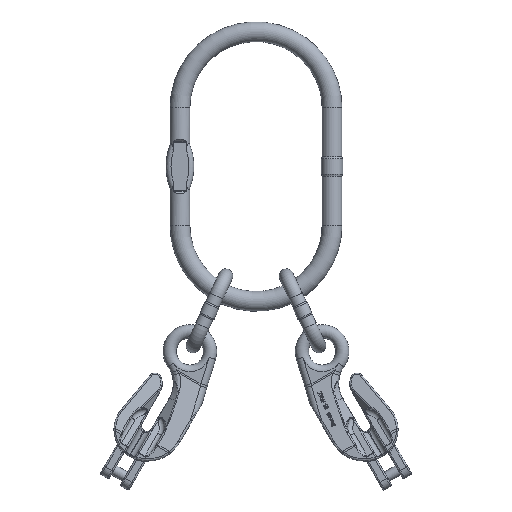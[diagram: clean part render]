
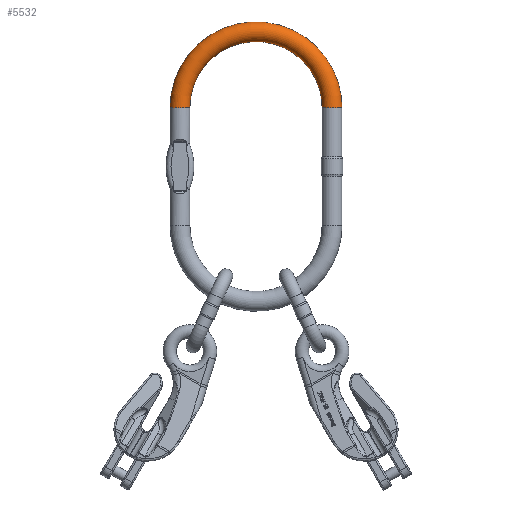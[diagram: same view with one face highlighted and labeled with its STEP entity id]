
A CAD part, top view. The second image highlights one B-rep face of the part: STEP entity #5532.
In plain terms, the highlighted toroidal (fillet/blend) face has major radius 103.5 mm and minor radius 13.5 mm.
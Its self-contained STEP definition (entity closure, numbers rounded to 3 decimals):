
#498=TOROIDAL_SURFACE('',#17956,103.5,13.5);
#5532=ADVANCED_FACE('',(#6387,#6388),#498,.T.);
#6387=FACE_BOUND('',#6926,.T.);
#6388=FACE_BOUND('',#6927,.T.);
#6926=EDGE_LOOP('',(#9793));
#6927=EDGE_LOOP('',(#9794));
#9793=ORIENTED_EDGE('',*,*,#15297,.F.);
#9794=ORIENTED_EDGE('',*,*,#15319,.T.);
#13314=VERTEX_POINT('',#29416);
#13336=VERTEX_POINT('',#29552);
#15297=EDGE_CURVE('',#13314,#13314,#16959,.T.);
#15319=EDGE_CURVE('',#13336,#13336,#16963,.T.);
#16959=CIRCLE('',#17943,13.5);
#16963=CIRCLE('',#17953,13.5);
#17943=AXIS2_PLACEMENT_3D('',#29415,#20498,#20499);
#17953=AXIS2_PLACEMENT_3D('',#29551,#20522,#20523);
#17956=AXIS2_PLACEMENT_3D('',#29555,#20528,#20529);
#20498=DIRECTION('',(0.,-1.,0.));
#20499=DIRECTION('',(1.,0.,0.));
#20522=DIRECTION('',(0.,1.,0.));
#20523=DIRECTION('',(-1.,0.,0.));
#20528=DIRECTION('',(0.,0.,-1.));
#20529=DIRECTION('',(-1.,0.,0.));
#29415=CARTESIAN_POINT('',(-103.5,80.,0.));
#29416=CARTESIAN_POINT('',(-90.,80.,0.));
#29551=CARTESIAN_POINT('',(103.5,80.,0.));
#29552=CARTESIAN_POINT('',(90.,80.,0.));
#29555=CARTESIAN_POINT('',(0.,80.,0.));
